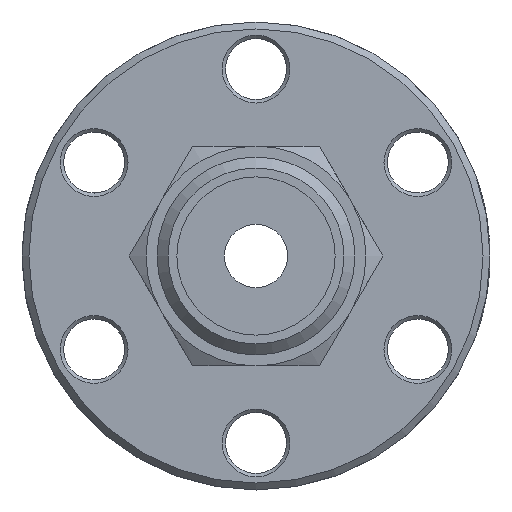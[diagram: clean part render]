
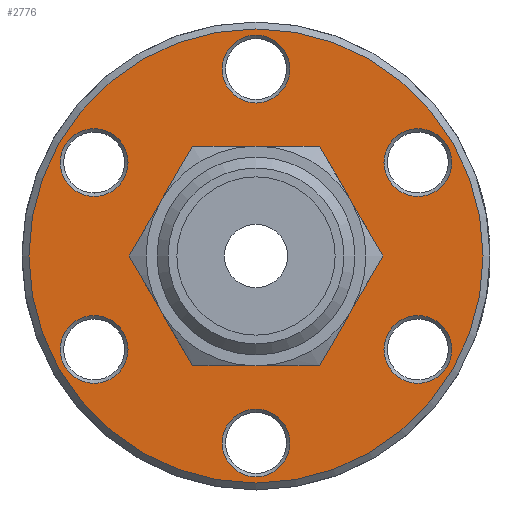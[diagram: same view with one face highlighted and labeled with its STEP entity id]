
A CAD part, front view. The second image highlights one B-rep face of the part: STEP entity #2776.
In plain terms, the highlighted planar face has unit normal (0, -1, 0).
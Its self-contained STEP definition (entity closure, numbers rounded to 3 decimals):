
#257=FACE_BOUND('',#541,.T.);
#258=FACE_BOUND('',#542,.T.);
#259=FACE_BOUND('',#543,.T.);
#260=FACE_BOUND('',#544,.T.);
#261=FACE_BOUND('',#545,.T.);
#262=FACE_BOUND('',#546,.T.);
#263=FACE_BOUND('',#547,.T.);
#286=PLANE('',#3041);
#379=FACE_OUTER_BOUND('',#540,.T.);
#540=EDGE_LOOP('',(#1895));
#541=EDGE_LOOP('',(#1896));
#542=EDGE_LOOP('',(#1897));
#543=EDGE_LOOP('',(#1898));
#544=EDGE_LOOP('',(#1899));
#545=EDGE_LOOP('',(#1900));
#546=EDGE_LOOP('',(#1901));
#547=EDGE_LOOP('',(#1902));
#1034=CIRCLE('',#3035,4.445);
#1038=CIRCLE('',#3040,16.4);
#1039=CIRCLE('',#3042,2.45);
#1040=CIRCLE('',#3043,2.45);
#1041=CIRCLE('',#3044,2.45);
#1042=CIRCLE('',#3045,2.45);
#1043=CIRCLE('',#3046,2.45);
#1044=CIRCLE('',#3047,2.45);
#1170=VERTEX_POINT('',#4052);
#1174=VERTEX_POINT('',#4062);
#1175=VERTEX_POINT('',#4066);
#1176=VERTEX_POINT('',#4068);
#1177=VERTEX_POINT('',#4070);
#1178=VERTEX_POINT('',#4072);
#1179=VERTEX_POINT('',#4074);
#1180=VERTEX_POINT('',#4076);
#1456=EDGE_CURVE('',#1170,#1170,#1034,.T.);
#1462=EDGE_CURVE('',#1174,#1174,#1038,.T.);
#1463=EDGE_CURVE('',#1175,#1175,#1039,.T.);
#1464=EDGE_CURVE('',#1176,#1176,#1040,.T.);
#1465=EDGE_CURVE('',#1177,#1177,#1041,.T.);
#1466=EDGE_CURVE('',#1178,#1178,#1042,.T.);
#1467=EDGE_CURVE('',#1179,#1179,#1043,.T.);
#1468=EDGE_CURVE('',#1180,#1180,#1044,.T.);
#1895=ORIENTED_EDGE('',*,*,#1462,.F.);
#1896=ORIENTED_EDGE('',*,*,#1456,.T.);
#1897=ORIENTED_EDGE('',*,*,#1463,.F.);
#1898=ORIENTED_EDGE('',*,*,#1464,.F.);
#1899=ORIENTED_EDGE('',*,*,#1465,.F.);
#1900=ORIENTED_EDGE('',*,*,#1466,.F.);
#1901=ORIENTED_EDGE('',*,*,#1467,.F.);
#1902=ORIENTED_EDGE('',*,*,#1468,.F.);
#2776=ADVANCED_FACE('',(#379,#257,#258,#259,#260,#261,#262,#263),#286,.T.);
#3035=AXIS2_PLACEMENT_3D('',#4053,#3326,#3327);
#3040=AXIS2_PLACEMENT_3D('',#4064,#3338,#3339);
#3041=AXIS2_PLACEMENT_3D('',#4065,#3340,#3341);
#3042=AXIS2_PLACEMENT_3D('',#4067,#3342,#3343);
#3043=AXIS2_PLACEMENT_3D('',#4069,#3344,#3345);
#3044=AXIS2_PLACEMENT_3D('',#4071,#3346,#3347);
#3045=AXIS2_PLACEMENT_3D('',#4073,#3348,#3349);
#3046=AXIS2_PLACEMENT_3D('',#4075,#3350,#3351);
#3047=AXIS2_PLACEMENT_3D('',#4077,#3352,#3353);
#3326=DIRECTION('center_axis',(0.,1.,0.));
#3327=DIRECTION('ref_axis',(-1.,0.,0.));
#3338=DIRECTION('center_axis',(0.,1.,0.));
#3339=DIRECTION('ref_axis',(1.,0.,0.));
#3340=DIRECTION('center_axis',(0.,-1.,0.));
#3341=DIRECTION('ref_axis',(0.,0.,
-1.));
#3342=DIRECTION('center_axis',(0.,-1.,0.));
#3343=DIRECTION('ref_axis',(0.5,0.,0.866));
#3344=DIRECTION('center_axis',(0.,-1.,0.));
#3345=DIRECTION('ref_axis',(-1.,0.,0.));
#3346=DIRECTION('center_axis',(0.,-1.,0.));
#3347=DIRECTION('ref_axis',(0.5,0.,-0.866));
#3348=DIRECTION('center_axis',(0.,-1.,0.));
#3349=DIRECTION('ref_axis',(1.,0.,0.));
#3350=DIRECTION('center_axis',(0.,-1.,0.));
#3351=DIRECTION('ref_axis',(-0.5,0.,-0.866));
#3352=DIRECTION('center_axis',(0.,-1.,0.));
#3353=DIRECTION('ref_axis',(-0.5,0.,0.866));
#4052=CARTESIAN_POINT('',(4.445,0.,0.));
#4053=CARTESIAN_POINT('Origin',(0.,0.,
0.));
#4062=CARTESIAN_POINT('',(-16.4,0.,0.));
#4064=CARTESIAN_POINT('Origin',(0.,0.,
0.));
#4065=CARTESIAN_POINT('Origin',(-16.9,0.,0.));
#4066=CARTESIAN_POINT('',(10.466,0.,-8.872));
#4067=CARTESIAN_POINT('Origin',(11.691,0.,-6.75));
#4068=CARTESIAN_POINT('',(2.45,0.,13.5));
#4069=CARTESIAN_POINT('Origin',(0.,0.,
13.5));
#4070=CARTESIAN_POINT('',(-12.916,0.,-4.628));
#4071=CARTESIAN_POINT('Origin',(-11.691,0.,
-6.75));
#4072=CARTESIAN_POINT('',(-2.45,0.,-13.5));
#4073=CARTESIAN_POINT('Origin',(0.,0.,
-13.5));
#4074=CARTESIAN_POINT('',(-10.466,0.,8.872));
#4075=CARTESIAN_POINT('Origin',(-11.691,0.,
6.75));
#4076=CARTESIAN_POINT('',(12.916,0.,4.628));
#4077=CARTESIAN_POINT('Origin',(11.691,0.,6.75));
